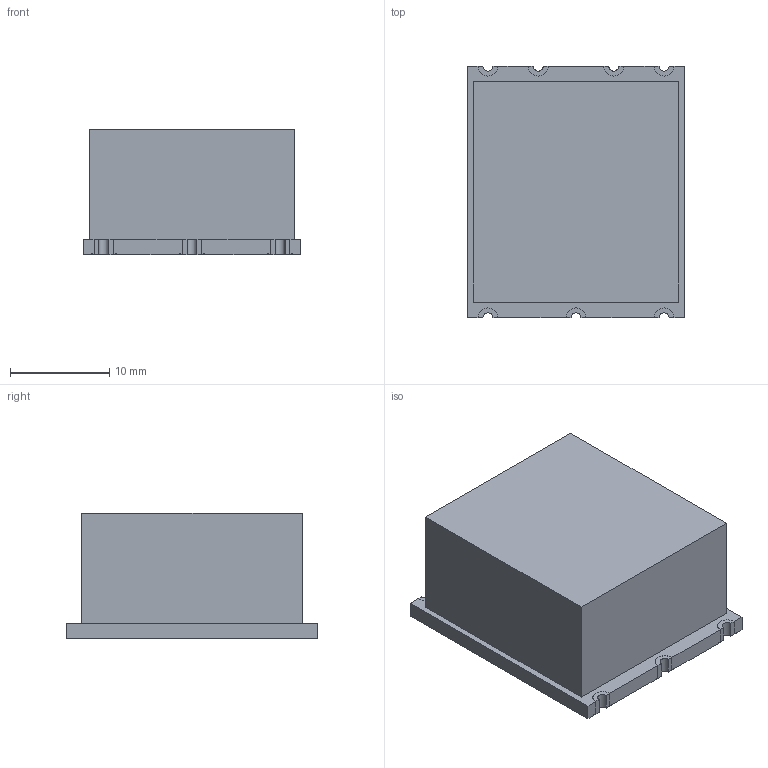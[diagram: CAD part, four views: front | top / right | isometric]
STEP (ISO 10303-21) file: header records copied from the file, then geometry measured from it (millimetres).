
FILE_DESCRIPTION(('FreeCAD Model'),'2;1');
FILE_NAME( 'cx210.step', '2018-05-08T17:45:16',('kicad StepUp'),('ksu MCAD'), 'Open CASCADE STEP processor 6.5','FreeCAD','Unknown');
FILE_SCHEMA(('AUTOMOTIVE_DESIGN_CC2 { 1 2 10303 214 -1 1 5 4 }'));
Length unit declared in the file: millimetre
Products named in the file (10): ASSEMBLY; Pocket; Clone_of_Pocket010; Clone_of_Pocket015; Clone_of_Pocket011; Clone_of_Pocket016; Clone_of_Pocket013; Clone_of_Pocket012; Clone_of_Pocket014; Pad
Assembly tree (9 placements, depth 2):
  ASSEMBLY
    Pocket
    Clone_of_Pocket010
    Clone_of_Pocket015
    Clone_of_Pocket011
    Clone_of_Pocket016
    Clone_of_Pocket013
    Clone_of_Pocket012
    Clone_of_Pocket014
    Pad
Bounding box: 22 x 25.4 x 12.7 mm (x, y, z)
Volume: 6009 mm3; surface area: 3291.1 mm2
Topology: 9 solids, 9 shells, 124 faces, 318 edges, 212 vertices
Faces by surface type: plane 103, cylinder 21
Entity records: 3973 total; most frequent: CARTESIAN_POINT 664, ORIENTED_EDGE 636, DIRECTION 628, EDGE_CURVE 318, LINE 276, VECTOR 276, VERTEX_POINT 212, AXIS2_PLACEMENT_3D 176
